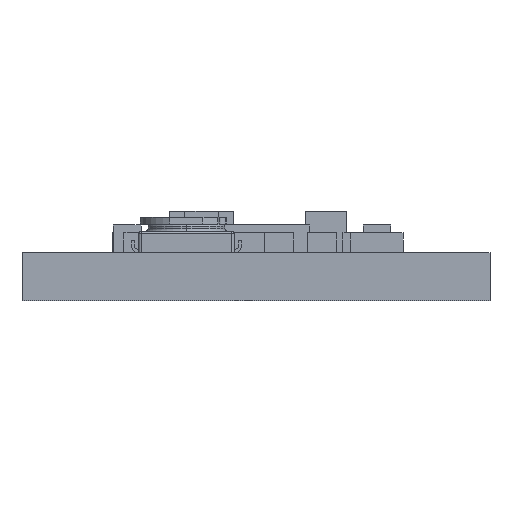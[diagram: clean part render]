
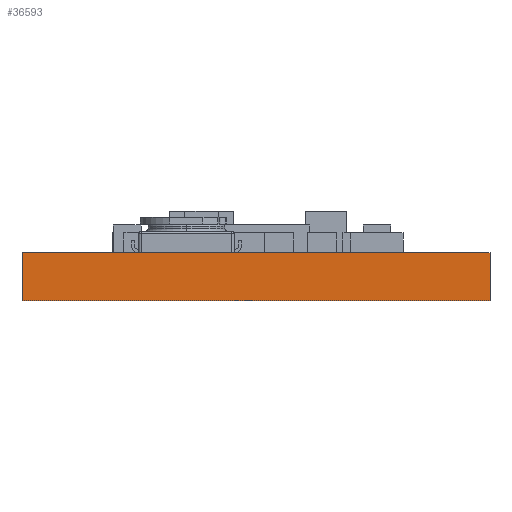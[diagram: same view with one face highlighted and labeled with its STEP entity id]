
A CAD part, front view. The second image highlights one B-rep face of the part: STEP entity #36593.
In plain terms, the highlighted planar face has unit normal (0, -1, 0).
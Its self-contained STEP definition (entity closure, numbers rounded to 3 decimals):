
#1523 = CARTESIAN_POINT ( 'NONE',  ( 15.24, 0., 1.57 ) ) ;
#2853 = VECTOR ( 'NONE', #20049, 1000. ) ;
#2918 = CARTESIAN_POINT ( 'NONE',  ( 0., 0., 0. ) ) ;
#2990 = VECTOR ( 'NONE', #28869, 1000. ) ;
#3033 = ORIENTED_EDGE ( 'NONE', *, *, #24403, .T. ) ;
#3076 = VERTEX_POINT ( 'NONE', #7508 ) ;
#3743 = ORIENTED_EDGE ( 'NONE', *, *, #18459, .T. ) ;
#4441 = VECTOR ( 'NONE', #31039, 1000. ) ;
#4468 = EDGE_CURVE ( 'NONE', #5328, #5271, #14320, .T. ) ;
#4874 = FACE_OUTER_BOUND ( 'NONE', #13014, .T. ) ;
#5271 = VERTEX_POINT ( 'NONE', #10250 ) ;
#5328 = VERTEX_POINT ( 'NONE', #1523 ) ;
#6537 = VERTEX_POINT ( 'NONE', #2918 ) ;
#7098 = DIRECTION ( 'NONE',  ( 0., 0., 1. ) ) ;
#7508 = CARTESIAN_POINT ( 'NONE',  ( 0., 0., 1.57 ) ) ;
#10250 = CARTESIAN_POINT ( 'NONE',  ( 15.24, 0., 0. ) ) ;
#12107 = LINE ( 'NONE', #27161, #37689 ) ;
#12138 = ORIENTED_EDGE ( 'NONE', *, *, #26281, .F. ) ;
#12287 = CARTESIAN_POINT ( 'NONE',  ( 0., 0., 1.57 ) ) ;
#12601 = LINE ( 'NONE', #21806, #4441 ) ;
#13014 = EDGE_LOOP ( 'NONE', ( #3033, #23841, #12138, #3743 ) ) ;
#14320 = LINE ( 'NONE', #28998, #2990 ) ;
#18459 = EDGE_CURVE ( 'NONE', #3076, #6537, #12107, .T. ) ;
#20049 = DIRECTION ( 'NONE',  ( 1., 0., 0. ) ) ;
#21806 = CARTESIAN_POINT ( 'NONE',  ( 0., 0., 1.57 ) ) ;
#23841 = ORIENTED_EDGE ( 'NONE', *, *, #4468, .F. ) ;
#24403 = EDGE_CURVE ( 'NONE', #6537, #5271, #33849, .T. ) ;
#26281 = EDGE_CURVE ( 'NONE', #3076, #5328, #12601, .T. ) ;
#27161 = CARTESIAN_POINT ( 'NONE',  ( 0., 0., 1.57 ) ) ;
#28869 = DIRECTION ( 'NONE',  ( 0., 0., -1. ) ) ;
#28998 = CARTESIAN_POINT ( 'NONE',  ( 15.24, 0., 1.57 ) ) ;
#31039 = DIRECTION ( 'NONE',  ( 1., 0., 0. ) ) ;
#33849 = LINE ( 'NONE', #37594, #2853 ) ;
#34912 = AXIS2_PLACEMENT_3D ( 'NONE', #12287, #36011, #7098 ) ;
#35897 = PLANE ( 'NONE',  #34912 ) ;
#35978 = DIRECTION ( 'NONE',  ( 0., 0., -1. ) ) ;
#36011 = DIRECTION ( 'NONE',  ( 0., 1., 0. ) ) ;
#36593 = ADVANCED_FACE ( 'NONE', ( #4874 ), #35897, .F. ) ;
#37594 = CARTESIAN_POINT ( 'NONE',  ( 0., 0., 0. ) ) ;
#37689 = VECTOR ( 'NONE', #35978, 1000. ) ;
